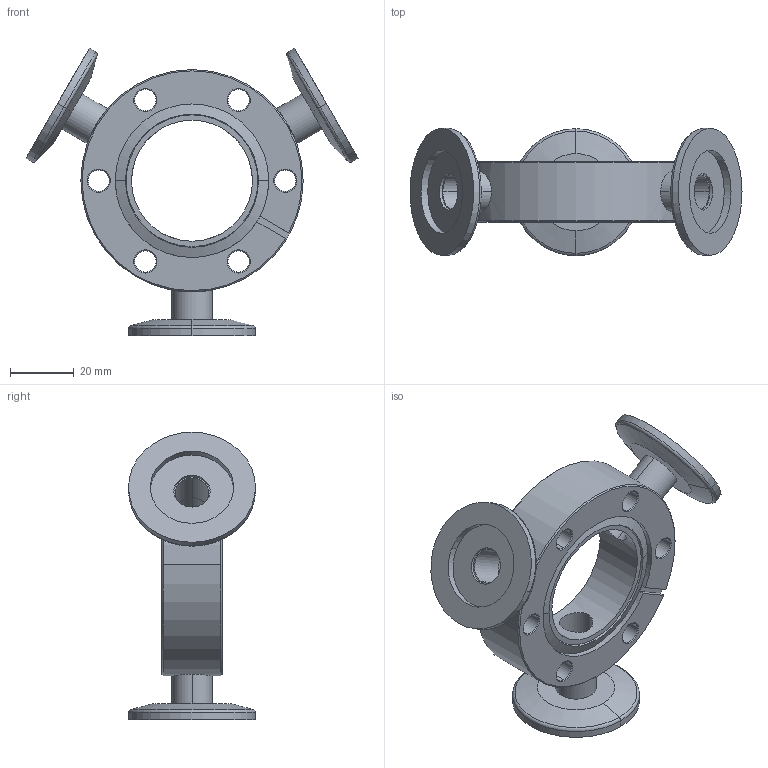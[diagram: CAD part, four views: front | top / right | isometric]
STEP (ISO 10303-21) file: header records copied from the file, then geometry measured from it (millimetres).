
FILE_DESCRIPTION (( 'STEP AP214' ), '1' );
FILE_NAME ('Hositrad_CF35-38DX3-25.STEP', '2017-05-17T09:18:43', ( 'Gebruiker' ), ( '' ), 'SwSTEP 2.0', 'SolidWorks 2017', '' );
FILE_SCHEMA (( 'AUTOMOTIVE_DESIGN' ));
Length unit declared in the file: millimetre
Products named in the file (4): Hositrad_CF35-38DX3-25; NW35CF-Doublesided-bored_3xKF10; CF35-38-DX-All_12,3; KF25-12.7WS
Assembly tree (7 placements, depth 2):
  Hositrad_CF35-38DX3-25
    CF35-38-DX-All_12,3  x3
    KF25-12.7WS  x3
    NW35CF-Doublesided-bored_3xKF10
Bounding box: 104.52 x 40 x 90.52 mm (x, y, z)
Volume: 54030.7 mm3; surface area: 27175.6 mm2
Topology: 7 solids, 7 shells, 149 faces, 338 edges, 212 vertices
Faces by surface type: cylinder 68, cone 44, plane 31, torus 6
Entity records: 3767 total; most frequent: CARTESIAN_POINT 1022, DIRECTION 600, ORIENTED_EDGE 500, AXIS2_PLACEMENT_3D 251, EDGE_CURVE 250, VERTEX_POINT 156, CIRCLE 136, EDGE_LOOP 134
